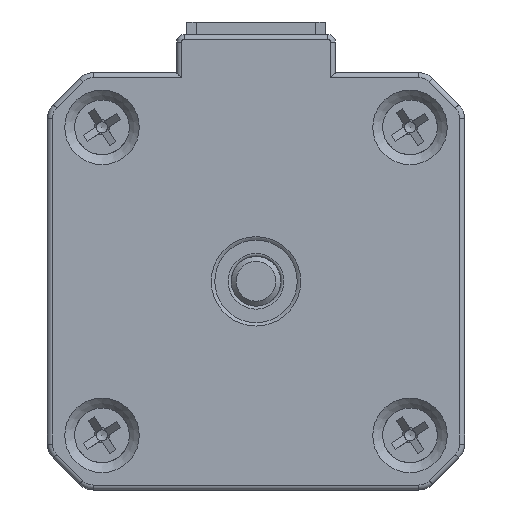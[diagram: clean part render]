
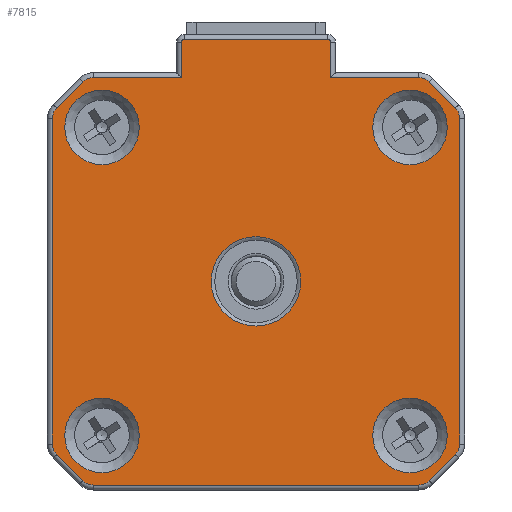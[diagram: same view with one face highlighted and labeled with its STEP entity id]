
A CAD part, front view. The second image highlights one B-rep face of the part: STEP entity #7815.
In plain terms, the highlighted planar face has unit normal (0, -1, 0).
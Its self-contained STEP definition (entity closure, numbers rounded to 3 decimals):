
#196=FACE_BOUND('',#1317,.T.);
#197=FACE_BOUND('',#1318,.T.);
#198=FACE_BOUND('',#1319,.T.);
#199=FACE_BOUND('',#1320,.T.);
#200=FACE_BOUND('',#1321,.T.);
#363=PLANE('',#8497);
#840=FACE_OUTER_BOUND('',#1316,.T.);
#1316=EDGE_LOOP('',(#6462,#6463,#6464,#6465,#6466,#6467,#6468,#6469,#6470,
#6471,#6472,#6473,#6474,#6475,#6476,#6477,#6478,#6479,#6480,#6481,#6482,
#6483));
#1317=EDGE_LOOP('',(#6484));
#1318=EDGE_LOOP('',(#6485));
#1319=EDGE_LOOP('',(#6486));
#1320=EDGE_LOOP('',(#6487));
#1321=EDGE_LOOP('',(#6488));
#1785=CIRCLE('',#8467,3.75);
#1789=CIRCLE('',#8473,3.75);
#1790=CIRCLE('',#8475,3.75);
#1791=CIRCLE('',#8477,3.75);
#1793=CIRCLE('',#8480,4.5);
#1798=CIRCLE('',#8498,0.3);
#1799=CIRCLE('',#8499,0.3);
#1800=CIRCLE('',#8500,1.5);
#1801=CIRCLE('',#8501,1.5);
#1802=CIRCLE('',#8502,1.5);
#1803=CIRCLE('',#8503,1.5);
#1804=CIRCLE('',#8504,1.5);
#1805=CIRCLE('',#8505,1.5);
#1806=CIRCLE('',#8506,1.5);
#1807=CIRCLE('',#8507,1.5);
#2400=LINE('',#12697,#3152);
#2401=LINE('',#12701,#3153);
#2402=LINE('',#12705,#3154);
#2403=LINE('',#12707,#3155);
#2404=LINE('',#12711,#3156);
#2405=LINE('',#12715,#3157);
#2406=LINE('',#12719,#3158);
#2407=LINE('',#12723,#3159);
#2408=LINE('',#12727,#3160);
#2409=LINE('',#12731,#3161);
#2410=LINE('',#12735,#3162);
#2411=LINE('',#12738,#3163);
#3152=VECTOR('',#10199,1000.);
#3153=VECTOR('',#10202,1000.);
#3154=VECTOR('',#10205,1000.);
#3155=VECTOR('',#10206,1000.);
#3156=VECTOR('',#10209,1000.);
#3157=VECTOR('',#10212,1000.);
#3158=VECTOR('',#10215,1000.);
#3159=VECTOR('',#10218,1000.);
#3160=VECTOR('',#10221,1000.);
#3161=VECTOR('',#10224,1000.);
#3162=VECTOR('',#10227,1000.);
#3163=VECTOR('',#10230,1000.);
#3823=VERTEX_POINT('',#12464);
#3827=VERTEX_POINT('',#12476);
#3828=VERTEX_POINT('',#12480);
#3829=VERTEX_POINT('',#12484);
#3831=VERTEX_POINT('',#12490);
#3916=VERTEX_POINT('',#12695);
#3917=VERTEX_POINT('',#12696);
#3918=VERTEX_POINT('',#12698);
#3919=VERTEX_POINT('',#12700);
#3920=VERTEX_POINT('',#12702);
#3921=VERTEX_POINT('',#12704);
#3922=VERTEX_POINT('',#12706);
#3923=VERTEX_POINT('',#12708);
#3924=VERTEX_POINT('',#12710);
#3925=VERTEX_POINT('',#12712);
#3926=VERTEX_POINT('',#12714);
#3927=VERTEX_POINT('',#12716);
#3928=VERTEX_POINT('',#12718);
#3929=VERTEX_POINT('',#12720);
#3930=VERTEX_POINT('',#12722);
#3931=VERTEX_POINT('',#12724);
#3932=VERTEX_POINT('',#12726);
#3933=VERTEX_POINT('',#12728);
#3934=VERTEX_POINT('',#12730);
#3935=VERTEX_POINT('',#12732);
#3936=VERTEX_POINT('',#12734);
#3937=VERTEX_POINT('',#12736);
#4719=EDGE_CURVE('',#3823,#3823,#1785,.T.);
#4725=EDGE_CURVE('',#3827,#3827,#1789,.T.);
#4727=EDGE_CURVE('',#3828,#3828,#1790,.T.);
#4729=EDGE_CURVE('',#3829,#3829,#1791,.T.);
#4732=EDGE_CURVE('',#3831,#3831,#1793,.T.);
#4838=EDGE_CURVE('',#3916,#3917,#2400,.T.);
#4839=EDGE_CURVE('',#3917,#3918,#1798,.T.);
#4840=EDGE_CURVE('',#3918,#3919,#2401,.T.);
#4841=EDGE_CURVE('',#3919,#3920,#1799,.T.);
#4842=EDGE_CURVE('',#3920,#3921,#2402,.T.);
#4843=EDGE_CURVE('',#3921,#3922,#2403,.T.);
#4844=EDGE_CURVE('',#3922,#3923,#1800,.T.);
#4845=EDGE_CURVE('',#3923,#3924,#2404,.T.);
#4846=EDGE_CURVE('',#3924,#3925,#1801,.T.);
#4847=EDGE_CURVE('',#3925,#3926,#2405,.T.);
#4848=EDGE_CURVE('',#3926,#3927,#1802,.T.);
#4849=EDGE_CURVE('',#3927,#3928,#2406,.T.);
#4850=EDGE_CURVE('',#3928,#3929,#1803,.T.);
#4851=EDGE_CURVE('',#3929,#3930,#2407,.T.);
#4852=EDGE_CURVE('',#3930,#3931,#1804,.T.);
#4853=EDGE_CURVE('',#3931,#3932,#2408,.T.);
#4854=EDGE_CURVE('',#3932,#3933,#1805,.T.);
#4855=EDGE_CURVE('',#3933,#3934,#2409,.T.);
#4856=EDGE_CURVE('',#3934,#3935,#1806,.T.);
#4857=EDGE_CURVE('',#3935,#3936,#2410,.T.);
#4858=EDGE_CURVE('',#3936,#3937,#1807,.T.);
#4859=EDGE_CURVE('',#3937,#3916,#2411,.T.);
#6462=ORIENTED_EDGE('',*,*,#4838,.T.);
#6463=ORIENTED_EDGE('',*,*,#4839,.T.);
#6464=ORIENTED_EDGE('',*,*,#4840,.T.);
#6465=ORIENTED_EDGE('',*,*,#4841,.T.);
#6466=ORIENTED_EDGE('',*,*,#4842,.T.);
#6467=ORIENTED_EDGE('',*,*,#4843,.T.);
#6468=ORIENTED_EDGE('',*,*,#4844,.T.);
#6469=ORIENTED_EDGE('',*,*,#4845,.T.);
#6470=ORIENTED_EDGE('',*,*,#4846,.T.);
#6471=ORIENTED_EDGE('',*,*,#4847,.T.);
#6472=ORIENTED_EDGE('',*,*,#4848,.T.);
#6473=ORIENTED_EDGE('',*,*,#4849,.T.);
#6474=ORIENTED_EDGE('',*,*,#4850,.T.);
#6475=ORIENTED_EDGE('',*,*,#4851,.T.);
#6476=ORIENTED_EDGE('',*,*,#4852,.T.);
#6477=ORIENTED_EDGE('',*,*,#4853,.T.);
#6478=ORIENTED_EDGE('',*,*,#4854,.T.);
#6479=ORIENTED_EDGE('',*,*,#4855,.T.);
#6480=ORIENTED_EDGE('',*,*,#4856,.T.);
#6481=ORIENTED_EDGE('',*,*,#4857,.T.);
#6482=ORIENTED_EDGE('',*,*,#4858,.T.);
#6483=ORIENTED_EDGE('',*,*,#4859,.T.);
#6484=ORIENTED_EDGE('',*,*,#4729,.T.);
#6485=ORIENTED_EDGE('',*,*,#4719,.T.);
#6486=ORIENTED_EDGE('',*,*,#4727,.T.);
#6487=ORIENTED_EDGE('',*,*,#4725,.T.);
#6488=ORIENTED_EDGE('',*,*,#4732,.T.);
#7815=ADVANCED_FACE('',(#840,#196,#197,#198,#199,#200),#363,.F.);
#8467=AXIS2_PLACEMENT_3D('',#12466,#10031,#10032);
#8473=AXIS2_PLACEMENT_3D('',#12478,#10045,#10046);
#8475=AXIS2_PLACEMENT_3D('',#12482,#10050,#10051);
#8477=AXIS2_PLACEMENT_3D('',#12486,#10055,#10056);
#8480=AXIS2_PLACEMENT_3D('',#12492,#10062,#10063);
#8497=AXIS2_PLACEMENT_3D('',#12694,#10197,#10198);
#8498=AXIS2_PLACEMENT_3D('',#12699,#10200,#10201);
#8499=AXIS2_PLACEMENT_3D('',#12703,#10203,#10204);
#8500=AXIS2_PLACEMENT_3D('',#12709,#10207,#10208);
#8501=AXIS2_PLACEMENT_3D('',#12713,#10210,#10211);
#8502=AXIS2_PLACEMENT_3D('',#12717,#10213,#10214);
#8503=AXIS2_PLACEMENT_3D('',#12721,#10216,#10217);
#8504=AXIS2_PLACEMENT_3D('',#12725,#10219,#10220);
#8505=AXIS2_PLACEMENT_3D('',#12729,#10222,#10223);
#8506=AXIS2_PLACEMENT_3D('',#12733,#10225,#10226);
#8507=AXIS2_PLACEMENT_3D('',#12737,#10228,#10229);
#10031=DIRECTION('center_axis',(0.,1.,0.));
#10032=DIRECTION('ref_axis',(0.,0.,1.));
#10045=DIRECTION('center_axis',(0.,1.,0.));
#10046=DIRECTION('ref_axis',(0.,0.,1.));
#10050=DIRECTION('center_axis',(0.,1.,0.));
#10051=DIRECTION('ref_axis',(0.,0.,1.));
#10055=DIRECTION('center_axis',(0.,1.,0.));
#10056=DIRECTION('ref_axis',(0.,0.,1.));
#10062=DIRECTION('center_axis',(0.,1.,0.));
#10063=DIRECTION('ref_axis',(0.,0.,1.));
#10197=DIRECTION('center_axis',(0.,1.,0.));
#10198=DIRECTION('ref_axis',(0.,0.,1.));
#10199=DIRECTION('',(0.,0.,1.));
#10200=DIRECTION('center_axis',(0.,-1.,0.));
#10201=DIRECTION('ref_axis',(0.,0.,1.));
#10202=DIRECTION('',(-1.,0.,0.));
#10203=DIRECTION('center_axis',(0.,-1.,0.));
#10204=DIRECTION('ref_axis',(0.,0.,1.));
#10205=DIRECTION('',(0.,0.,-1.));
#10206=DIRECTION('',(-1.,0.,0.));
#10207=DIRECTION('center_axis',(0.,-1.,0.));
#10208=DIRECTION('ref_axis',(0.,0.,1.));
#10209=DIRECTION('',(-0.707,0.,-0.707));
#10210=DIRECTION('center_axis',(0.,-1.,0.));
#10211=DIRECTION('ref_axis',(0.,0.,1.));
#10212=DIRECTION('',(0.,0.,-1.));
#10213=DIRECTION('center_axis',(0.,-1.,0.));
#10214=DIRECTION('ref_axis',(0.,0.,1.));
#10215=DIRECTION('',(0.707,0.,-0.707));
#10216=DIRECTION('center_axis',(0.,-1.,0.));
#10217=DIRECTION('ref_axis',(0.,0.,1.));
#10218=DIRECTION('',(1.,0.,0.));
#10219=DIRECTION('center_axis',(0.,-1.,0.));
#10220=DIRECTION('ref_axis',(0.,0.,1.));
#10221=DIRECTION('',(0.707,0.,0.707));
#10222=DIRECTION('center_axis',(0.,-1.,0.));
#10223=DIRECTION('ref_axis',(0.,0.,1.));
#10224=DIRECTION('',(0.,0.,1.));
#10225=DIRECTION('center_axis',(0.,-1.,0.));
#10226=DIRECTION('ref_axis',(0.,0.,1.));
#10227=DIRECTION('',(-0.707,0.,0.707));
#10228=DIRECTION('center_axis',(0.,-1.,0.));
#10229=DIRECTION('ref_axis',(0.,0.,1.));
#10230=DIRECTION('',(-1.,0.,0.));
#12464=CARTESIAN_POINT('',(15.5,-1.,-11.75));
#12466=CARTESIAN_POINT('Origin',(15.5,-1.,-15.5));
#12476=CARTESIAN_POINT('',(-15.5,-1.,19.25));
#12478=CARTESIAN_POINT('Origin',(-15.5,-1.,15.5));
#12480=CARTESIAN_POINT('',(15.5,-1.,19.25));
#12482=CARTESIAN_POINT('Origin',(15.5,-1.,15.5));
#12484=CARTESIAN_POINT('',(-15.5,-1.,-11.75));
#12486=CARTESIAN_POINT('Origin',(-15.5,-1.,-15.5));
#12490=CARTESIAN_POINT('',(0.,-1.,4.5));
#12492=CARTESIAN_POINT('Origin',(0.,-1.,0.));
#12694=CARTESIAN_POINT('Origin',(0.,-1.,0.));
#12695=CARTESIAN_POINT('',(7.5,-1.,20.5));
#12696=CARTESIAN_POINT('',(7.5,-1.,24.05));
#12697=CARTESIAN_POINT('',(7.5,-1.,0.));
#12698=CARTESIAN_POINT('',(7.2,-1.,24.35));
#12699=CARTESIAN_POINT('Origin',(7.2,-1.,24.05));
#12700=CARTESIAN_POINT('',(-7.2,-1.,24.35));
#12701=CARTESIAN_POINT('',(0.,-1.,24.35));
#12702=CARTESIAN_POINT('',(-7.5,-1.,24.05));
#12703=CARTESIAN_POINT('Origin',(-7.2,-1.,24.05));
#12704=CARTESIAN_POINT('',(-7.5,-1.,20.5));
#12705=CARTESIAN_POINT('',(-7.5,-1.,0.));
#12706=CARTESIAN_POINT('',(-16.372,-1.,20.5));
#12707=CARTESIAN_POINT('',(0.,-1.,20.5));
#12708=CARTESIAN_POINT('',(-17.432,-1.,20.061));
#12709=CARTESIAN_POINT('Origin',(-16.372,-1.,19.));
#12710=CARTESIAN_POINT('',(-20.061,-1.,17.432));
#12711=CARTESIAN_POINT('',(-18.746,-1.,18.746));
#12712=CARTESIAN_POINT('',(-20.5,-1.,16.372));
#12713=CARTESIAN_POINT('Origin',(-19.,-1.,16.372));
#12714=CARTESIAN_POINT('',(-20.5,-1.,-16.372));
#12715=CARTESIAN_POINT('',(-20.5,-1.,-16.372));
#12716=CARTESIAN_POINT('',(-20.061,-1.,-17.432));
#12717=CARTESIAN_POINT('Origin',(-19.,-1.,-16.372));
#12718=CARTESIAN_POINT('',(-17.432,-1.,-20.061));
#12719=CARTESIAN_POINT('',(-17.432,-1.,-20.061));
#12720=CARTESIAN_POINT('',(-16.372,-1.,-20.5));
#12721=CARTESIAN_POINT('Origin',(-16.372,-1.,-19.));
#12722=CARTESIAN_POINT('',(16.372,-1.,-20.5));
#12723=CARTESIAN_POINT('',(16.372,-1.,-20.5));
#12724=CARTESIAN_POINT('',(17.432,-1.,-20.061));
#12725=CARTESIAN_POINT('Origin',(16.372,-1.,-19.));
#12726=CARTESIAN_POINT('',(20.061,-1.,-17.432));
#12727=CARTESIAN_POINT('',(20.061,-1.,-17.432));
#12728=CARTESIAN_POINT('',(20.5,-1.,-16.372));
#12729=CARTESIAN_POINT('Origin',(19.,-1.,-16.372));
#12730=CARTESIAN_POINT('',(20.5,-1.,16.372));
#12731=CARTESIAN_POINT('',(20.5,-1.,0.));
#12732=CARTESIAN_POINT('',(20.061,-1.,17.432));
#12733=CARTESIAN_POINT('Origin',(19.,-1.,16.372));
#12734=CARTESIAN_POINT('',(17.432,-1.,20.061));
#12735=CARTESIAN_POINT('',(18.746,-1.,18.746));
#12736=CARTESIAN_POINT('',(16.372,-1.,20.5));
#12737=CARTESIAN_POINT('Origin',(16.372,-1.,19.));
#12738=CARTESIAN_POINT('',(0.,-1.,20.5));
